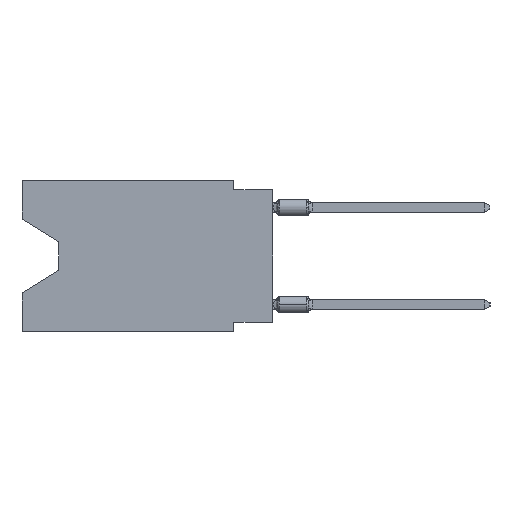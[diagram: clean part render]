
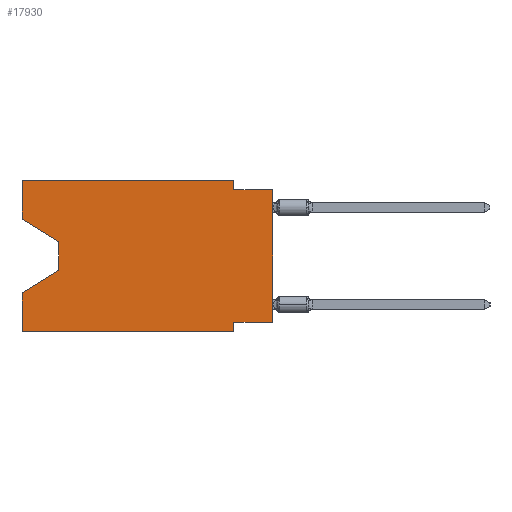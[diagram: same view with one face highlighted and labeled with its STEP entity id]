
A CAD part, left-side view. The second image highlights one B-rep face of the part: STEP entity #17930.
In plain terms, the highlighted planar face has unit normal (-1, 0, 0).
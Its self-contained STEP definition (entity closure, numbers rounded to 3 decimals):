
#23 = PLANE ( 'NONE',  #14610 ) ;
#105 = EDGE_CURVE ( 'NONE', #30876, #14245, #15491, .T. ) ;
#744 = CARTESIAN_POINT ( 'NONE',  ( 0., 2.54, -0.635 ) ) ;
#1013 = ORIENTED_EDGE ( 'NONE', *, *, #13599, .F. ) ;
#1471 = ORIENTED_EDGE ( 'NONE', *, *, #27545, .T. ) ;
#1563 = DIRECTION ( 'NONE',  ( 0., -1., 0. ) ) ;
#1854 = DIRECTION ( 'NONE',  ( 0., 0., -1. ) ) ;
#1885 = EDGE_CURVE ( 'NONE', #13726, #25235, #22679, .T. ) ;
#2062 = EDGE_CURVE ( 'NONE', #8429, #24773, #8565, .T. ) ;
#2459 = CARTESIAN_POINT ( 'NONE',  ( 0., 0., -0.635 ) ) ;
#2463 = ORIENTED_EDGE ( 'NONE', *, *, #12397, .T. ) ;
#5373 = VECTOR ( 'NONE', #25631, 1000. ) ;
#5630 = CARTESIAN_POINT ( 'NONE',  ( 0., 13.97, -4.013 ) ) ;
#5746 = VECTOR ( 'NONE', #25310, 1000. ) ;
#6619 = EDGE_CURVE ( 'NONE', #12207, #31616, #30035, .T. ) ;
#6732 = CARTESIAN_POINT ( 'NONE',  ( 0., 0., -9.271 ) ) ;
#7121 = DIRECTION ( 'NONE',  ( 0., 0., 1. ) ) ;
#7467 = VECTOR ( 'NONE', #19372, 1000. ) ;
#7561 = VECTOR ( 'NONE', #20110, 1000. ) ;
#8302 = VERTEX_POINT ( 'NONE', #30914 ) ;
#8429 = VERTEX_POINT ( 'NONE', #30859 ) ;
#8565 = LINE ( 'NONE', #21130, #29998 ) ;
#9337 = LINE ( 'NONE', #6732, #28964 ) ;
#9414 = CARTESIAN_POINT ( 'NONE',  ( 0., 16.383, 0. ) ) ;
#9911 = ORIENTED_EDGE ( 'NONE', *, *, #23793, .F. ) ;
#10254 = VECTOR ( 'NONE', #7121, 1000. ) ;
#11428 = DIRECTION ( 'NONE',  ( 0., 0., -1. ) ) ;
#12039 = LINE ( 'NONE', #25276, #13999 ) ;
#12207 = VERTEX_POINT ( 'NONE', #19628 ) ;
#12214 = CARTESIAN_POINT ( 'NONE',  ( 0., 16.383, -2.546 ) ) ;
#12233 = CARTESIAN_POINT ( 'NONE',  ( 0., 16.383, 0. ) ) ;
#12397 = EDGE_CURVE ( 'NONE', #16986, #24773, #25135, .T. ) ;
#12667 = ORIENTED_EDGE ( 'NONE', *, *, #1885, .T. ) ;
#13078 = DIRECTION ( 'NONE',  ( 0., 0., -1. ) ) ;
#13128 = VERTEX_POINT ( 'NONE', #2459 ) ;
#13430 = DIRECTION ( 'NONE',  ( 1., 0., 0. ) ) ;
#13599 = EDGE_CURVE ( 'NONE', #16986, #25235, #14981, .T. ) ;
#13726 = VERTEX_POINT ( 'NONE', #26162 ) ;
#13964 = EDGE_CURVE ( 'NONE', #14245, #13726, #12039, .T. ) ;
#13999 = VECTOR ( 'NONE', #1854, 1000. ) ;
#14161 = DIRECTION ( 'NONE',  ( 0., 1., 0. ) ) ;
#14245 = VERTEX_POINT ( 'NONE', #5630 ) ;
#14610 = AXIS2_PLACEMENT_3D ( 'NONE', #31476, #13430, #21360 ) ;
#14848 = VERTEX_POINT ( 'NONE', #744 ) ;
#14904 = DIRECTION ( 'NONE',  ( 0., 0., 1. ) ) ;
#14981 = LINE ( 'NONE', #12233, #5746 ) ;
#15491 = LINE ( 'NONE', #12214, #5373 ) ;
#15579 = CARTESIAN_POINT ( 'NONE',  ( 0., 16.383, -7.36 ) ) ;
#16739 = CARTESIAN_POINT ( 'NONE',  ( 0., 2.54, 0. ) ) ;
#16986 = VERTEX_POINT ( 'NONE', #32834 ) ;
#17233 = CARTESIAN_POINT ( 'NONE',  ( 0., 0., 0. ) ) ;
#17542 = DIRECTION ( 'NONE',  ( 0., 0.855, -0.519 ) ) ;
#17864 = CARTESIAN_POINT ( 'NONE',  ( 0., 13.97, -5.893 ) ) ;
#17930 = ADVANCED_FACE ( 'NONE', ( #23605 ), #23, .F. ) ;
#18654 = VECTOR ( 'NONE', #14904, 1000. ) ;
#18896 = CARTESIAN_POINT ( 'NONE',  ( 0., 16.383, -2.546 ) ) ;
#18983 = CARTESIAN_POINT ( 'NONE',  ( 0., 2.54, 0. ) ) ;
#19078 = ORIENTED_EDGE ( 'NONE', *, *, #2062, .F. ) ;
#19372 = DIRECTION ( 'NONE',  ( 0., -1., 0. ) ) ;
#19505 = EDGE_CURVE ( 'NONE', #8302, #8429, #9337, .T. ) ;
#19628 = CARTESIAN_POINT ( 'NONE',  ( 0., 16.383, 0. ) ) ;
#20110 = DIRECTION ( 'NONE',  ( 0., -1., 0. ) ) ;
#21130 = CARTESIAN_POINT ( 'NONE',  ( 0., 2.54, -9.906 ) ) ;
#21264 = EDGE_CURVE ( 'NONE', #14848, #13128, #25436, .T. ) ;
#21360 = DIRECTION ( 'NONE',  ( 0., 0., -1. ) ) ;
#22549 = CARTESIAN_POINT ( 'NONE',  ( 0., 16.383, -9.906 ) ) ;
#22679 = LINE ( 'NONE', #17864, #23969 ) ;
#23129 = ORIENTED_EDGE ( 'NONE', *, *, #21264, .F. ) ;
#23605 = FACE_OUTER_BOUND ( 'NONE', #33696, .T. ) ;
#23793 = EDGE_CURVE ( 'NONE', #30876, #12207, #33626, .T. ) ;
#23969 = VECTOR ( 'NONE', #17542, 1000. ) ;
#24445 = ORIENTED_EDGE ( 'NONE', *, *, #6619, .F. ) ;
#24662 = LINE ( 'NONE', #18983, #29919 ) ;
#24773 = VERTEX_POINT ( 'NONE', #26481 ) ;
#24842 = ORIENTED_EDGE ( 'NONE', *, *, #26154, .F. ) ;
#25135 = LINE ( 'NONE', #22549, #27343 ) ;
#25235 = VERTEX_POINT ( 'NONE', #15579 ) ;
#25276 = CARTESIAN_POINT ( 'NONE',  ( 0., 13.97, -4.013 ) ) ;
#25310 = DIRECTION ( 'NONE',  ( 0., 0., 1. ) ) ;
#25436 = LINE ( 'NONE', #25970, #7561 ) ;
#25631 = DIRECTION ( 'NONE',  ( 0., -0.855, -0.519 ) ) ;
#25970 = CARTESIAN_POINT ( 'NONE',  ( 0., 0., -0.635 ) ) ;
#26154 = EDGE_CURVE ( 'NONE', #31616, #14848, #24662, .T. ) ;
#26162 = CARTESIAN_POINT ( 'NONE',  ( 0., 13.97, -5.893 ) ) ;
#26481 = CARTESIAN_POINT ( 'NONE',  ( 0., 2.54, -9.906 ) ) ;
#26782 = ORIENTED_EDGE ( 'NONE', *, *, #13964, .T. ) ;
#27343 = VECTOR ( 'NONE', #1563, 1000. ) ;
#27545 = EDGE_CURVE ( 'NONE', #8302, #13128, #33414, .T. ) ;
#28964 = VECTOR ( 'NONE', #14161, 1000. ) ;
#29919 = VECTOR ( 'NONE', #11428, 1000. ) ;
#29998 = VECTOR ( 'NONE', #13078, 1000. ) ;
#30035 = LINE ( 'NONE', #9414, #7467 ) ;
#30461 = ORIENTED_EDGE ( 'NONE', *, *, #105, .T. ) ;
#30534 = CARTESIAN_POINT ( 'NONE',  ( 0., 16.383, 0. ) ) ;
#30859 = CARTESIAN_POINT ( 'NONE',  ( 0., 2.54, -9.271 ) ) ;
#30864 = ORIENTED_EDGE ( 'NONE', *, *, #19505, .F. ) ;
#30876 = VERTEX_POINT ( 'NONE', #18896 ) ;
#30914 = CARTESIAN_POINT ( 'NONE',  ( 0., 0., -9.271 ) ) ;
#31476 = CARTESIAN_POINT ( 'NONE',  ( 0., 16.383, 0. ) ) ;
#31616 = VERTEX_POINT ( 'NONE', #16739 ) ;
#32834 = CARTESIAN_POINT ( 'NONE',  ( 0., 16.383, -9.906 ) ) ;
#33414 = LINE ( 'NONE', #17233, #10254 ) ;
#33626 = LINE ( 'NONE', #30534, #18654 ) ;
#33696 = EDGE_LOOP ( 'NONE', ( #30461, #26782, #12667, #1013, #2463, #19078, #30864, #1471, #23129, #24842, #24445, #9911 ) ) ;
